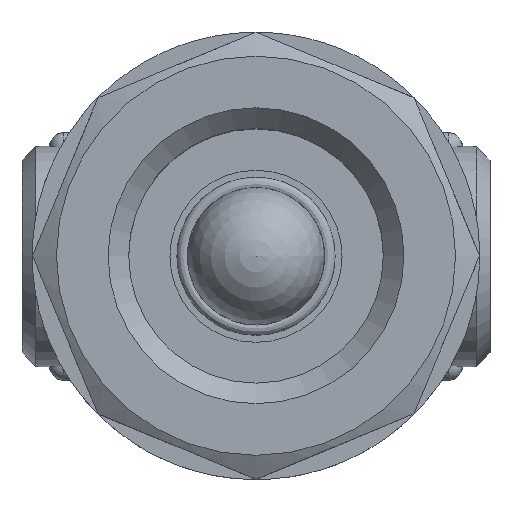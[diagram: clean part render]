
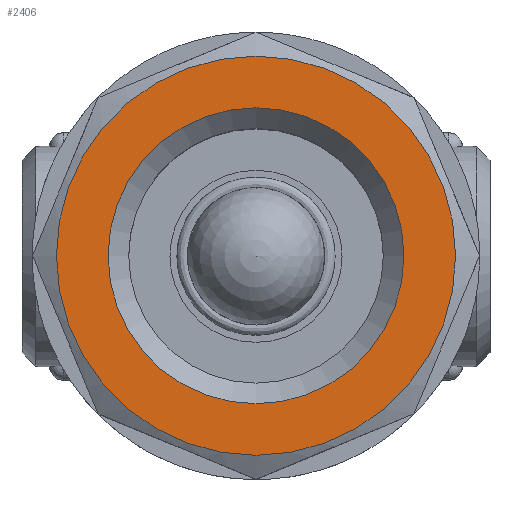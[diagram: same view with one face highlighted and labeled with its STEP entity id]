
A CAD part, top view. The second image highlights one B-rep face of the part: STEP entity #2406.
In plain terms, the highlighted planar face has unit normal (0, 0, 1).
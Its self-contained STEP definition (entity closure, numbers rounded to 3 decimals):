
#1932=CARTESIAN_POINT('',(21.5,0.0,64.));
#1933=VERTEX_POINT('',#1932);
#1934=CARTESIAN_POINT('',(0.,0.0,64.));
#1935=DIRECTION('',(0.0,0.0,-1.0));
#1936=DIRECTION('',(1.0,0.0,0.0));
#1937=AXIS2_PLACEMENT_3D('',#1934,#1935,#1936);
#1938=CIRCLE('',#1937,21.5);
#1939=EDGE_CURVE('',#1933,#1933,#1938,.T.);
#2191=CARTESIAN_POINT('',(29.,0.0,64.));
#2192=VERTEX_POINT('',#2191);
#2193=CARTESIAN_POINT('',(0.,0.0,64.));
#2194=DIRECTION('',(0.0,0.0,1.0));
#2195=DIRECTION('',(1.0,0.0,0.0));
#2196=AXIS2_PLACEMENT_3D('',#2193,#2194,#2195);
#2197=CIRCLE('',#2196,29.);
#2198=EDGE_CURVE('',#2192,#2192,#2197,.T.);
#2395=CARTESIAN_POINT('',(0.,0.,64.));
#2396=DIRECTION('',(0.0,0.0,1.0));
#2397=DIRECTION('',(1.0,0.0,0.0));
#2398=AXIS2_PLACEMENT_3D('',#2395,#2396,#2397);
#2399=PLANE('',#2398);
#2400=ORIENTED_EDGE('',*,*,#2198,.T.);
#2401=EDGE_LOOP('',(#2400));
#2402=FACE_OUTER_BOUND('',#2401,.T.);
#2403=ORIENTED_EDGE('',*,*,#1939,.T.);
#2404=EDGE_LOOP('',(#2403));
#2405=FACE_BOUND('',#2404,.T.);
#2406=ADVANCED_FACE('',(#2402,#2405),#2399,.T.);
